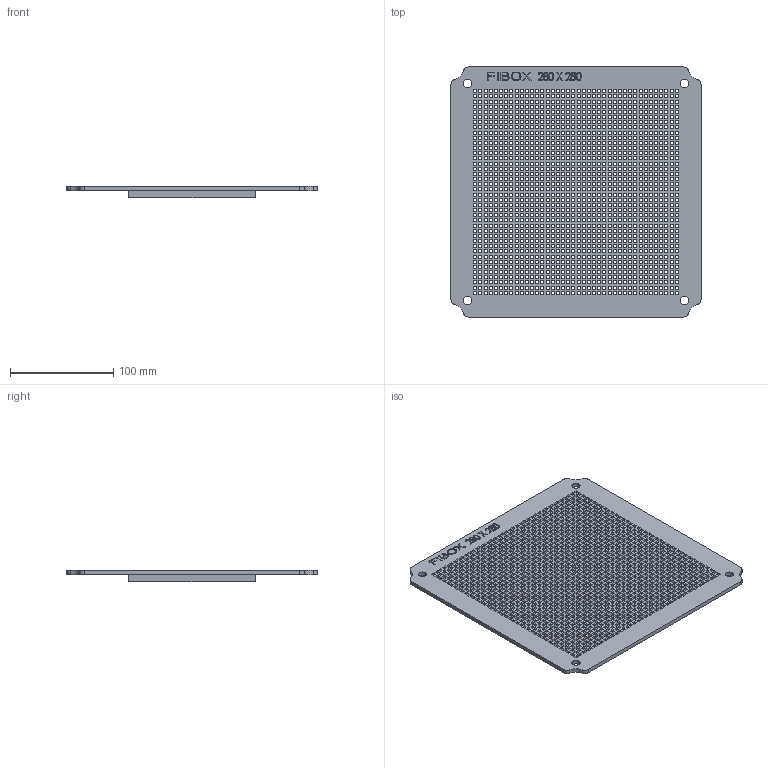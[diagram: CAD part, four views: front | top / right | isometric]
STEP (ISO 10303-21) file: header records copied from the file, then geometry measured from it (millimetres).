
FILE_DESCRIPTION (( 'STEP AP203' ), '1' );
FILE_NAME ('FIBOX MPI EKO 2828.STEP', '2022-09-01T12:13:15', ( '' ), ( '' ), 'SwSTEP 2.0', 'SolidWorks 2021', '' );
FILE_SCHEMA (( 'CONFIG_CONTROL_DESIGN' ));
Products named in the file (1): FIBOX MPI EKO 2828
Bounding box: 242 x 242 x 11.05 mm (x, y, z)
Volume: 180393.7 mm3; surface area: 174507 mm2
Topology: 1 solids, 1 shells, 6424 faces, 19761 edges, 13174 vertices
Faces by surface type: plane 6304, bspline 100, cylinder 20
Entity records: 227509 total; most frequent: CARTESIAN_POINT 45291, ORIENTED_EDGE 39522, DIRECTION 32251, EDGE_CURVE 19761, LINE 19521, VECTOR 19521, VERTEX_POINT 13174, EDGE_LOOP 9467
